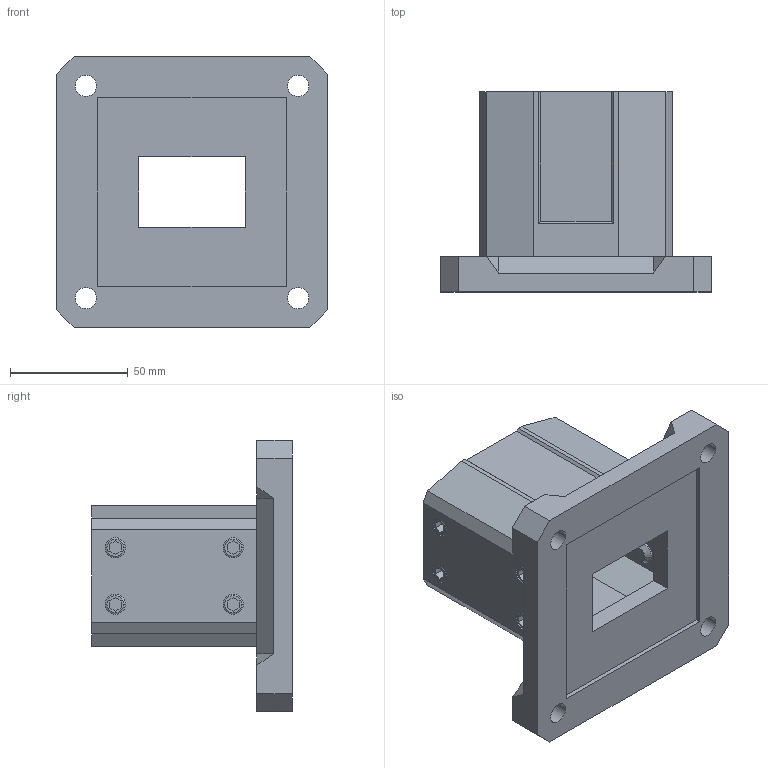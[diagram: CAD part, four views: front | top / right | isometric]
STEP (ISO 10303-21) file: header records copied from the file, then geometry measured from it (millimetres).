
FILE_DESCRIPTION((''),'2;1');
FILE_NAME('STANDFUSS_WANDF_CS-2000-SL_ASM','2010-07-27T',('M.Fehring'),(''),'PRO/ENGINEER BY PARAMETRIC TECHNOLOGY CORPORATION, 2005070','PRO/ENGINEER BY PARAMETRIC TECHNOLOGY CORPORATION, 2005070','');
FILE_SCHEMA(('AUTOMOTIVE_DESIGN_CC2 { 1 2 10303 214 -1 1 5 2 }'));
Length unit declared in the file: millimetre
Products named in the file (3): STANDFUSS_WANDF_CS-2000-SL; GEWINDESTIFTM10X12; STANDFUSS_WANDF_CS-2000-SL_ASM
Assembly tree (9 placements, depth 2):
  STANDFUSS_WANDF_CS-2000-SL_ASM
    STANDFUSS_WANDF_CS-2000-SL
    GEWINDESTIFTM10X12  x8
Bounding box: 115 x 85 x 115 mm (x, y, z)
Volume: 263304.1 mm3; surface area: 72078.6 mm2
Topology: 9 solids, 9 shells, 217 faces, 520 edges, 336 vertices
Faces by surface type: plane 137, cylinder 48, cone 32
Entity records: 4471 total; most frequent: DIRECTION 616, CARTESIAN_POINT 616, ORIENTED_EDGE 592, EDGE_CURVE 296, PRESENTATION_STYLE_ASSIGNMENT 265, STYLED_ITEM 265, CURVE_STYLE 264, VECTOR 224
